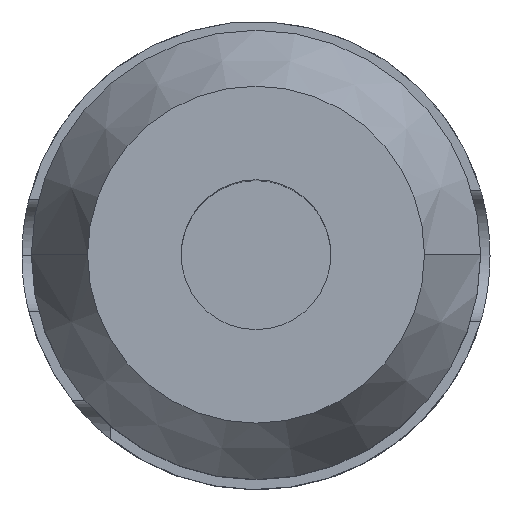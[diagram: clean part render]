
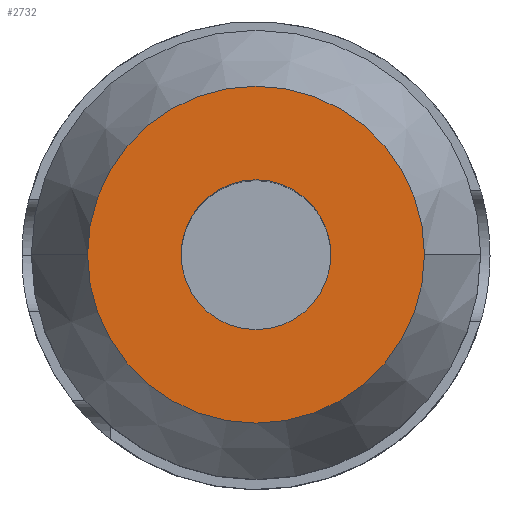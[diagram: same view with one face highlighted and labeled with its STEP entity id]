
A CAD part, top view. The second image highlights one B-rep face of the part: STEP entity #2732.
In plain terms, the highlighted planar face has unit normal (0, 0, 1).
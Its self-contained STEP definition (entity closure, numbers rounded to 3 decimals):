
#206 = ORIENTED_EDGE ( 'NONE', *, *, #264, .T. ) ;
#264 = EDGE_CURVE ( 'NONE', #1748, #3056, #2165, .T. ) ;
#307 = EDGE_LOOP ( 'NONE', ( #472, #206 ) ) ;
#472 = ORIENTED_EDGE ( 'NONE', *, *, #1137, .T. ) ;
#509 = AXIS2_PLACEMENT_3D ( 'NONE', #515, #2479, #758 ) ;
#515 = CARTESIAN_POINT ( 'NONE',  ( 0., 0., 80. ) ) ;
#537 = CARTESIAN_POINT ( 'NONE',  ( -8., 0., 80. ) ) ;
#752 = EDGE_CURVE ( 'NONE', #1598, #863, #1652, .T. ) ;
#758 = DIRECTION ( 'NONE',  ( 1., 0., 0. ) ) ;
#798 = CARTESIAN_POINT ( 'NONE',  ( 0., 18., 80. ) ) ;
#863 = VERTEX_POINT ( 'NONE', #537 ) ;
#987 = CIRCLE ( 'NONE', #509, 18. ) ;
#1100 = ORIENTED_EDGE ( 'NONE', *, *, #752, .T. ) ;
#1137 = EDGE_CURVE ( 'NONE', #3056, #1748, #987, .T. ) ;
#1159 = EDGE_CURVE ( 'NONE', #863, #1598, #2157, .T. ) ;
#1166 = CARTESIAN_POINT ( 'NONE',  ( 0., 0., 80. ) ) ;
#1293 = DIRECTION ( 'NONE',  ( 0., 0., -1. ) ) ;
#1420 = DIRECTION ( 'NONE',  ( 0., 0., -1. ) ) ;
#1441 = DIRECTION ( 'NONE',  ( 1., 0., 0. ) ) ;
#1497 = ORIENTED_EDGE ( 'NONE', *, *, #1159, .T. ) ;
#1579 = FACE_OUTER_BOUND ( 'NONE', #307, .T. ) ;
#1598 = VERTEX_POINT ( 'NONE', #2006 ) ;
#1652 = CIRCLE ( 'NONE', #2072, 8. ) ;
#1729 = DIRECTION ( 'NONE',  ( -1., 0., 0. ) ) ;
#1748 = VERTEX_POINT ( 'NONE', #2179 ) ;
#1759 = AXIS2_PLACEMENT_3D ( 'NONE', #798, #1293, #3036 ) ;
#1924 = DIRECTION ( 'NONE',  ( -1., 0., 0. ) ) ;
#2006 = CARTESIAN_POINT ( 'NONE',  ( 8., 0., 80. ) ) ;
#2072 = AXIS2_PLACEMENT_3D ( 'NONE', #1166, #1420, #1924 ) ;
#2157 = CIRCLE ( 'NONE', #2616, 8. ) ;
#2165 = CIRCLE ( 'NONE', #2976, 18. ) ;
#2179 = CARTESIAN_POINT ( 'NONE',  ( 18., 0., 80. ) ) ;
#2223 = DIRECTION ( 'NONE',  ( 0., 0., -1. ) ) ;
#2277 = CARTESIAN_POINT ( 'NONE',  ( -18., 0., 80. ) ) ;
#2299 = EDGE_LOOP ( 'NONE', ( #1497, #1100 ) ) ;
#2416 = CARTESIAN_POINT ( 'NONE',  ( 0., 0., 80. ) ) ;
#2470 = FACE_BOUND ( 'NONE', #2299, .T. ) ;
#2479 = DIRECTION ( 'NONE',  ( 0., 0., 1. ) ) ;
#2616 = AXIS2_PLACEMENT_3D ( 'NONE', #2989, #2223, #1729 ) ;
#2732 = ADVANCED_FACE ( 'NONE', ( #2470, #1579 ), #2792, .F. ) ;
#2792 = PLANE ( 'NONE',  #1759 ) ;
#2976 = AXIS2_PLACEMENT_3D ( 'NONE', #2416, #3205, #1441 ) ;
#2989 = CARTESIAN_POINT ( 'NONE',  ( 0., 0., 80. ) ) ;
#3036 = DIRECTION ( 'NONE',  ( -1., 0., 0. ) ) ;
#3056 = VERTEX_POINT ( 'NONE', #2277 ) ;
#3205 = DIRECTION ( 'NONE',  ( 0., 0., 1. ) ) ;
